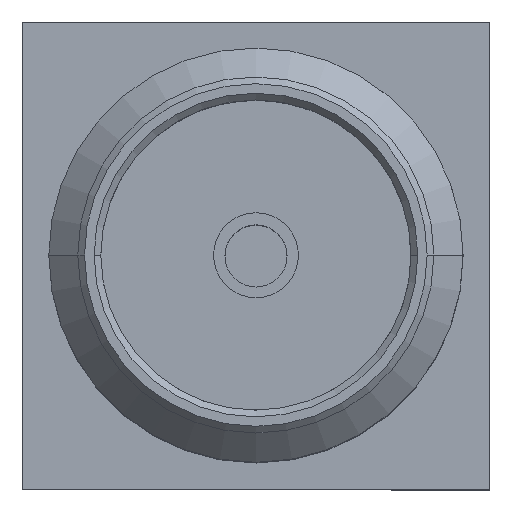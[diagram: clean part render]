
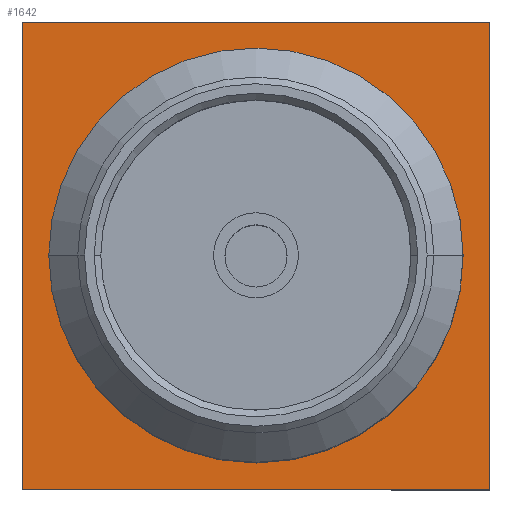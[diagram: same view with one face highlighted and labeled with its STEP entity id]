
A CAD part, top view. The second image highlights one B-rep face of the part: STEP entity #1642.
In plain terms, the highlighted free-form (B-spline) face has degree [1, 1] with [2, 2] control points.
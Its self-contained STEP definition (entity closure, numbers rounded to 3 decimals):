
#1603=CARTESIAN_POINT('',(3.5,-3.5,1.8));
#1604=CARTESIAN_POINT('',(-3.5,-3.5,1.8));
#1605=CARTESIAN_POINT('',(3.5,3.5,1.8));
#1606=CARTESIAN_POINT('',(-3.5,3.5,1.8));
#1607=B_SPLINE_SURFACE_WITH_KNOTS('',1,1,((#1603,#1605),(#1604,#1606)),.UNSPECIFIED.,.F.,.F.,.U.,(2,2),(2,2),(0.0,7.),(0.0,7.0),.UNSPECIFIED.);
#1608=CARTESIAN_POINT('',(-3.5,-3.5,1.8));
#1609=VERTEX_POINT('',#1608);
#1610=CARTESIAN_POINT('',(-3.5,3.5,1.8));
#1611=VERTEX_POINT('',#1610);
#1612=CARTESIAN_POINT('',(-3.5,-3.5,1.8));
#1613=DIRECTION('',(0.0,1.0,0.0));
#1614=VECTOR('',#1613,7.0);
#1615=LINE('',#1612,#1614);
#1616=EDGE_CURVE('',#1609,#1611,#1615,.T.);
#1617=ORIENTED_EDGE('',*,*,#1616,.F.);
#1618=CARTESIAN_POINT('',(3.5,-3.5,1.8));
#1619=VERTEX_POINT('',#1618);
#1620=CARTESIAN_POINT('',(3.5,-3.5,1.8));
#1621=DIRECTION('',(-1.0,0.0,0.0));
#1622=VECTOR('',#1621,7.);
#1623=LINE('',#1620,#1622);
#1624=EDGE_CURVE('',#1619,#1609,#1623,.T.);
#1625=ORIENTED_EDGE('',*,*,#1624,.F.);
#1626=CARTESIAN_POINT('',(3.5,3.5,1.8));
#1627=VERTEX_POINT('',#1626);
#1628=CARTESIAN_POINT('',(3.5,3.5,1.8));
#1629=DIRECTION('',(0.0,-1.0,0.0));
#1630=VECTOR('',#1629,7.0);
#1631=LINE('',#1628,#1630);
#1632=EDGE_CURVE('',#1627,#1619,#1631,.T.);
#1633=ORIENTED_EDGE('',*,*,#1632,.F.);
#1634=CARTESIAN_POINT('',(-3.5,3.5,1.8));
#1635=DIRECTION('',(1.0,0.0,0.0));
#1636=VECTOR('',#1635,7.);
#1637=LINE('',#1634,#1636);
#1638=EDGE_CURVE('',#1611,#1627,#1637,.T.);
#1639=ORIENTED_EDGE('',*,*,#1638,.F.);
#1640=EDGE_LOOP('',(#1617,#1625,#1633,#1639));
#1641=FACE_OUTER_BOUND('',#1640,.T.);
#1642=ADVANCED_FACE('',(#1641),#1607,.F.);
